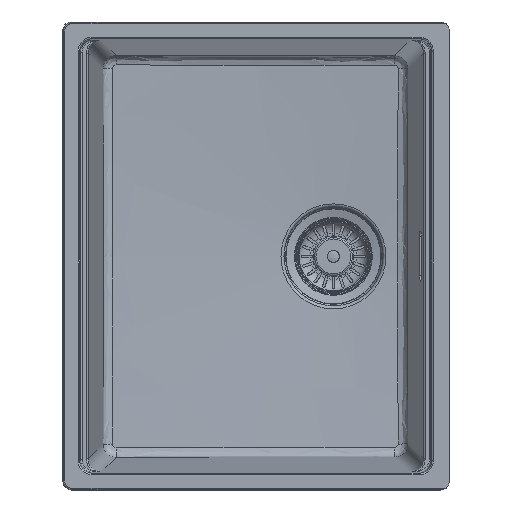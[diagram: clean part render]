
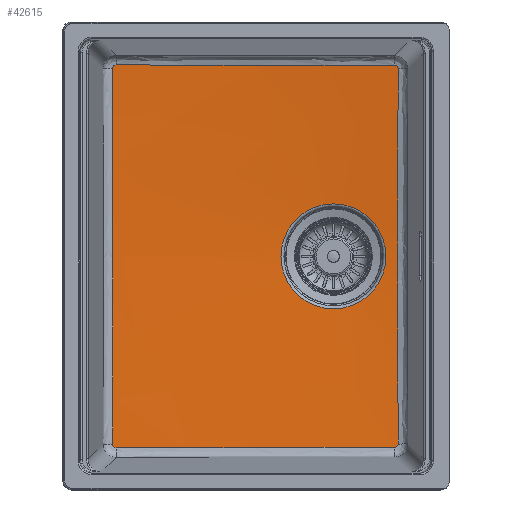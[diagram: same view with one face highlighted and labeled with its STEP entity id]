
A CAD part, top view. The second image highlights one B-rep face of the part: STEP entity #42615.
In plain terms, the highlighted conical face has half-angle 87 degrees and reference radius 437.928 mm.
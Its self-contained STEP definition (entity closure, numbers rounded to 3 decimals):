
#391=CONICAL_SURFACE('',#46637,437.928,1.518);
#2077=B_SPLINE_CURVE_WITH_KNOTS('',3,(#88032,#88033,#88034,#88035,#88036,
#88037,#88038),.UNSPECIFIED.,.F.,.F.,(4,1,1,1,4),(-0.627,-0.448,
-0.269,-0.179,0.),.UNSPECIFIED.);
#2079=B_SPLINE_CURVE_WITH_KNOTS('',3,(#88092,#88093,#88094,#88095,#88096,
#88097,#88098),.UNSPECIFIED.,.F.,.F.,(4,1,1,1,4),(0.,4.663,11.657,
13.989,32.641),.UNSPECIFIED.);
#2080=B_SPLINE_CURVE_WITH_KNOTS('',3,(#88144,#88145,#88146,#88147,#88148,
#88149,#88150),.UNSPECIFIED.,.F.,.F.,(4,1,1,1,4),(-0.627,-0.448,
-0.269,-0.179,0.),.UNSPECIFIED.);
#2083=B_SPLINE_CURVE_WITH_KNOTS('',3,(#88239,#88240,#88241,#88242,#88243,
#88244,#88245),.UNSPECIFIED.,.F.,.F.,(4,1,1,1,4),(0.,6.282,12.565,
18.847,21.988),.UNSPECIFIED.);
#2084=B_SPLINE_CURVE_WITH_KNOTS('',3,(#88246,#88247,#88248,#88249,#88250,
#88251,#88252,#88253),.UNSPECIFIED.,.F.,.F.,(4,1,1,1,1,4),(21.988,
21.988,25.129,31.412,37.694,43.977),
 .UNSPECIFIED.);
#2085=B_SPLINE_CURVE_WITH_KNOTS('',3,(#88299,#88300,#88301,#88302,#88303,
#88304,#88305),.UNSPECIFIED.,.F.,.F.,(4,1,1,1,4),(-0.627,-0.448,
-0.358,-0.179,0.),
 .UNSPECIFIED.);
#2088=B_SPLINE_CURVE_WITH_KNOTS('',3,(#88358,#88359,#88360,#88361,#88362,
#88363),.UNSPECIFIED.,.F.,.F.,(4,1,1,4),(0.,13.989,23.315,
32.641),.UNSPECIFIED.);
#2089=B_SPLINE_CURVE_WITH_KNOTS('',3,(#88409,#88410,#88411,#88412,#88413,
#88414,#88415),.UNSPECIFIED.,.F.,.F.,(4,1,1,1,4),(-0.627,-0.448,
-0.269,-0.179,0.),
 .UNSPECIFIED.);
#2092=B_SPLINE_CURVE_WITH_KNOTS('',3,(#88472,#88473,#88474,#88475,#88476,
#88477,#88478),.UNSPECIFIED.,.F.,.F.,(4,1,1,1,4),(0.,18.879,25.172,
31.464,44.05),.UNSPECIFIED.);
#4301=CIRCLE('',#46638,61.592);
#4302=CIRCLE('',#46639,61.592);
#6644=FACE_OUTER_BOUND('',#9114,.T.);
#9114=EDGE_LOOP('',(#38706,#38707,#38708,#38709,#38710,#38711,#38712,#38713,
#38714,#38715,#38716,#38717,#38718));
#12257=LINE('',#88490,#15390);
#15390=VECTOR('',#57742,437.928);
#19546=VERTEX_POINT('',#88029);
#19547=VERTEX_POINT('',#88031);
#19549=VERTEX_POINT('',#88090);
#19551=VERTEX_POINT('',#88142);
#19553=VERTEX_POINT('',#88236);
#19554=VERTEX_POINT('',#88238);
#19556=VERTEX_POINT('',#88297);
#19558=VERTEX_POINT('',#88356);
#19560=VERTEX_POINT('',#88407);
#19561=VERTEX_POINT('',#88486);
#19562=VERTEX_POINT('',#88487);
#25934=EDGE_CURVE('',#19546,#19547,#2077,.T.);
#25938=EDGE_CURVE('',#19549,#19546,#2079,.T.);
#25940=EDGE_CURVE('',#19551,#19549,#2080,.T.);
#25944=EDGE_CURVE('',#19553,#19554,#2083,.T.);
#25945=EDGE_CURVE('',#19554,#19551,#2084,.T.);
#25947=EDGE_CURVE('',#19556,#19553,#2085,.T.);
#25951=EDGE_CURVE('',#19558,#19556,#2088,.T.);
#25953=EDGE_CURVE('',#19560,#19558,#2089,.T.);
#25956=EDGE_CURVE('',#19547,#19560,#2092,.T.);
#25960=EDGE_CURVE('',#19561,#19562,#4301,.T.);
#25961=EDGE_CURVE('',#19562,#19561,#4302,.T.);
#25962=EDGE_CURVE('',#19562,#19554,#12257,.T.);
#38706=ORIENTED_EDGE('',*,*,#25960,.F.);
#38707=ORIENTED_EDGE('',*,*,#25961,.F.);
#38708=ORIENTED_EDGE('',*,*,#25962,.T.);
#38709=ORIENTED_EDGE('',*,*,#25944,.F.);
#38710=ORIENTED_EDGE('',*,*,#25947,.F.);
#38711=ORIENTED_EDGE('',*,*,#25951,.F.);
#38712=ORIENTED_EDGE('',*,*,#25953,.F.);
#38713=ORIENTED_EDGE('',*,*,#25956,.F.);
#38714=ORIENTED_EDGE('',*,*,#25934,.F.);
#38715=ORIENTED_EDGE('',*,*,#25938,.F.);
#38716=ORIENTED_EDGE('',*,*,#25940,.F.);
#38717=ORIENTED_EDGE('',*,*,#25945,.F.);
#38718=ORIENTED_EDGE('',*,*,#25962,.F.);
#42615=ADVANCED_FACE('',(#6644),#391,.F.);
#46637=AXIS2_PLACEMENT_3D('',#88485,#57736,#57737);
#46638=AXIS2_PLACEMENT_3D('',#88488,#57738,#57739);
#46639=AXIS2_PLACEMENT_3D('',#88489,#57740,#57741);
#57736=DIRECTION('center_axis',(0.,0.,
1.));
#57737=DIRECTION('ref_axis',(-1.,0.,0.));
#57738=DIRECTION('center_axis',(0.,0.,
1.));
#57739=DIRECTION('ref_axis',(1.,0.,0.));
#57740=DIRECTION('center_axis',(0.,0.,
1.));
#57741=DIRECTION('ref_axis',(1.,0.,0.));
#57742=DIRECTION('',(0.999,0.,0.052));
#88029=CARTESIAN_POINT('',(-166.408,-224.597,-226.556));
#88031=CARTESIAN_POINT('',(-170.402,-220.606,-226.535));
#88032=CARTESIAN_POINT('Ctrl Pts',(-166.408,-224.597,
-226.556));
#88033=CARTESIAN_POINT('Ctrl Pts',(-167.005,-224.598,
-226.533));
#88034=CARTESIAN_POINT('Ctrl Pts',(-168.202,-224.331,-226.495));
#88035=CARTESIAN_POINT('Ctrl Pts',(-169.403,-223.376,
-226.48));
#88036=CARTESIAN_POINT('Ctrl Pts',(-170.201,-222.1,-226.492));
#88037=CARTESIAN_POINT('Ctrl Pts',(-170.403,-221.203,
-226.515));
#88038=CARTESIAN_POINT('Ctrl Pts',(-170.402,-220.606,
-226.535));
#88090=CARTESIAN_POINT('',(160.57,-224.301,-232.021));
#88092=CARTESIAN_POINT('Ctrl Pts',(160.57,-224.301,-232.021));
#88093=CARTESIAN_POINT('Ctrl Pts',(144.991,-224.292,-232.271));
#88094=CARTESIAN_POINT('Ctrl Pts',(106.031,-224.276,-232.71));
#88095=CARTESIAN_POINT('Ctrl Pts',(59.267,-224.28,-232.603));
#88096=CARTESIAN_POINT('Ctrl Pts',(-34.23,-224.322,
-231.38));
#88097=CARTESIAN_POINT('Ctrl Pts',(-104.234,-224.439,
-229.007));
#88098=CARTESIAN_POINT('Ctrl Pts',(-166.408,-224.597,
-226.556));
#88142=CARTESIAN_POINT('',(164.556,-220.301,-232.154));
#88144=CARTESIAN_POINT('Ctrl Pts',(164.556,-220.301,-232.154));
#88145=CARTESIAN_POINT('Ctrl Pts',(164.558,-220.897,-232.124));
#88146=CARTESIAN_POINT('Ctrl Pts',(164.293,-222.093,-232.069));
#88147=CARTESIAN_POINT('Ctrl Pts',(163.342,-223.295,-232.026));
#88148=CARTESIAN_POINT('Ctrl Pts',(162.066,-224.097,-232.007));
#88149=CARTESIAN_POINT('Ctrl Pts',(161.169,-224.302,-232.011));
#88150=CARTESIAN_POINT('Ctrl Pts',(160.57,-224.301,-232.021));
#88236=CARTESIAN_POINT('',(164.556,220.301,-232.154));
#88238=CARTESIAN_POINT('',(164.259,0.,-240.403));
#88239=CARTESIAN_POINT('Ctrl Pts',(164.556,220.301,-232.154));
#88240=CARTESIAN_POINT('Ctrl Pts',(164.483,199.38,-233.192));
#88241=CARTESIAN_POINT('Ctrl Pts',(164.348,157.53,-235.24));
#88242=CARTESIAN_POINT('Ctrl Pts',(164.202,94.717,-238.108));
#88243=CARTESIAN_POINT('Ctrl Pts',(164.221,42.23,-240.027));
#88244=CARTESIAN_POINT('Ctrl Pts',(164.259,10.558,-240.403));
#88245=CARTESIAN_POINT('Ctrl Pts',(164.259,0.,
-240.403));
#88246=CARTESIAN_POINT('Ctrl Pts',(164.259,0.,
-240.403));
#88247=CARTESIAN_POINT('Ctrl Pts',(164.259,0.,
-240.403));
#88248=CARTESIAN_POINT('Ctrl Pts',(164.259,-10.558,-240.404));
#88249=CARTESIAN_POINT('Ctrl Pts',(164.222,-42.23,-240.03));
#88250=CARTESIAN_POINT('Ctrl Pts',(164.201,-94.717,-238.105));
#88251=CARTESIAN_POINT('Ctrl Pts',(164.348,-157.531,-235.241));
#88252=CARTESIAN_POINT('Ctrl Pts',(164.483,-199.38,-233.192));
#88253=CARTESIAN_POINT('Ctrl Pts',(164.556,-220.301,-232.154));
#88297=CARTESIAN_POINT('',(160.57,224.301,-232.021));
#88299=CARTESIAN_POINT('Ctrl Pts',(160.57,224.301,-232.021));
#88300=CARTESIAN_POINT('Ctrl Pts',(161.169,224.302,-232.011));
#88301=CARTESIAN_POINT('Ctrl Pts',(162.066,224.098,-232.007));
#88302=CARTESIAN_POINT('Ctrl Pts',(163.342,223.295,-232.026));
#88303=CARTESIAN_POINT('Ctrl Pts',(164.293,222.093,-232.069));
#88304=CARTESIAN_POINT('Ctrl Pts',(164.558,220.897,-232.124));
#88305=CARTESIAN_POINT('Ctrl Pts',(164.556,220.301,-232.154));
#88356=CARTESIAN_POINT('',(-166.408,224.597,-226.556));
#88358=CARTESIAN_POINT('Ctrl Pts',(-166.408,224.597,-226.556));
#88359=CARTESIAN_POINT('Ctrl Pts',(-119.778,224.478,-228.394));
#88360=CARTESIAN_POINT('Ctrl Pts',(-42.017,224.329,-231.133));
#88361=CARTESIAN_POINT('Ctrl Pts',(67.054,224.27,-232.912));
#88362=CARTESIAN_POINT('Ctrl Pts',(129.412,224.282,-232.52));
#88363=CARTESIAN_POINT('Ctrl Pts',(160.57,224.301,-232.021));
#88407=CARTESIAN_POINT('',(-170.402,220.606,-226.535));
#88409=CARTESIAN_POINT('Ctrl Pts',(-170.402,220.606,-226.535));
#88410=CARTESIAN_POINT('Ctrl Pts',(-170.403,221.203,-226.515));
#88411=CARTESIAN_POINT('Ctrl Pts',(-170.135,222.4,-226.485));
#88412=CARTESIAN_POINT('Ctrl Pts',(-169.179,223.6,-226.482));
#88413=CARTESIAN_POINT('Ctrl Pts',(-167.902,224.397,-226.505));
#88414=CARTESIAN_POINT('Ctrl Pts',(-167.005,224.598,-226.533));
#88415=CARTESIAN_POINT('Ctrl Pts',(-166.408,224.597,-226.556));
#88472=CARTESIAN_POINT('Ctrl Pts',(-170.402,-220.606,
-226.535));
#88473=CARTESIAN_POINT('Ctrl Pts',(-170.271,-157.646,
-228.68));
#88474=CARTESIAN_POINT('Ctrl Pts',(-170.175,-73.609,
-230.843));
#88475=CARTESIAN_POINT('Ctrl Pts',(-170.177,31.545,-230.835));
#88476=CARTESIAN_POINT('Ctrl Pts',(-170.221,115.633,-229.768));
#88477=CARTESIAN_POINT('Ctrl Pts',(-170.315,178.633,-227.965));
#88478=CARTESIAN_POINT('Ctrl Pts',(-170.402,220.606,-226.535));
#88485=CARTESIAN_POINT('Origin',(88.615,0.,
-221.415));
#88486=CARTESIAN_POINT('',(27.023,0.,-241.138));
#88487=CARTESIAN_POINT('',(150.208,0.,-241.138));
#88488=CARTESIAN_POINT('Origin',(88.615,0.,
-241.138));
#88489=CARTESIAN_POINT('Origin',(88.615,0.,
-241.138));
#88490=CARTESIAN_POINT('',(526.543,0.,-221.415));
